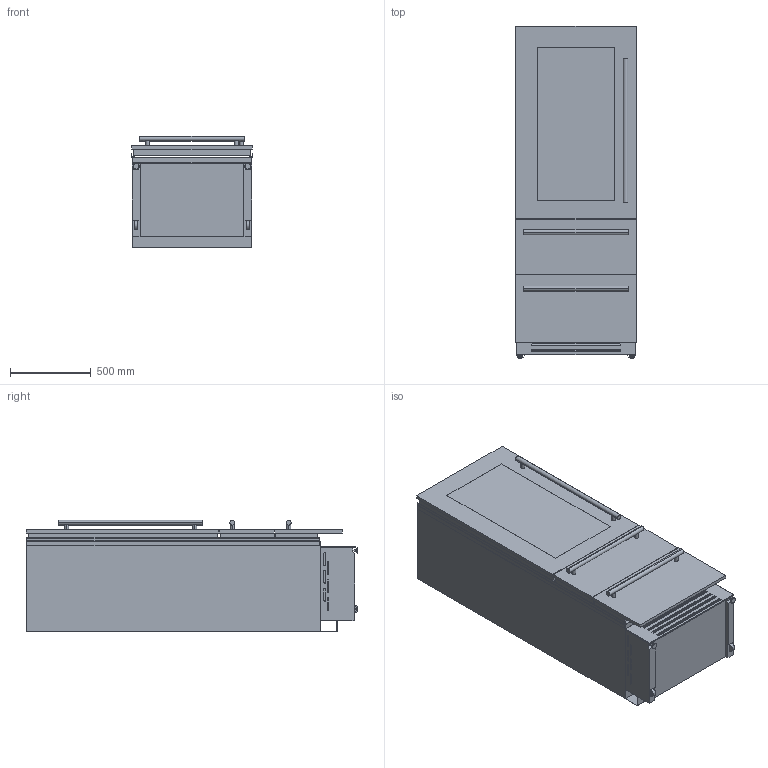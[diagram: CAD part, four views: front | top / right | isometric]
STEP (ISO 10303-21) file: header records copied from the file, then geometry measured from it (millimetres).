
FILE_DESCRIPTION (( 'STEP AP214' ), '1' );
FILE_NAME ('S_749_0H_WT_6.STEP', '2017-07-07T11:12:34', ( '' ), ( '' ), 'SwSTEP 2.0', 'SolidWorks 2013', '' );
FILE_SCHEMA (( 'AUTOMOTIVE_DESIGN' ));
Length unit declared in the file: millimetre
Products named in the file (1): S_749_0H_WT_6
Bounding box: 749 x 2050 x 689 mm (x, y, z)
Volume: 895228317.9 mm3; surface area: 13433717.1 mm2
Topology: 11 solids, 11 shells, 388 faces, 971 edges, 636 vertices
Faces by surface type: plane 268, cylinder 104, torus 12, cone 4
Entity records: 12259 total; most frequent: CARTESIAN_POINT 2616, DIRECTION 1961, ORIENTED_EDGE 1942, EDGE_CURVE 971, LINE 735, VECTOR 735, VERTEX_POINT 636, AXIS2_PLACEMENT_3D 613
